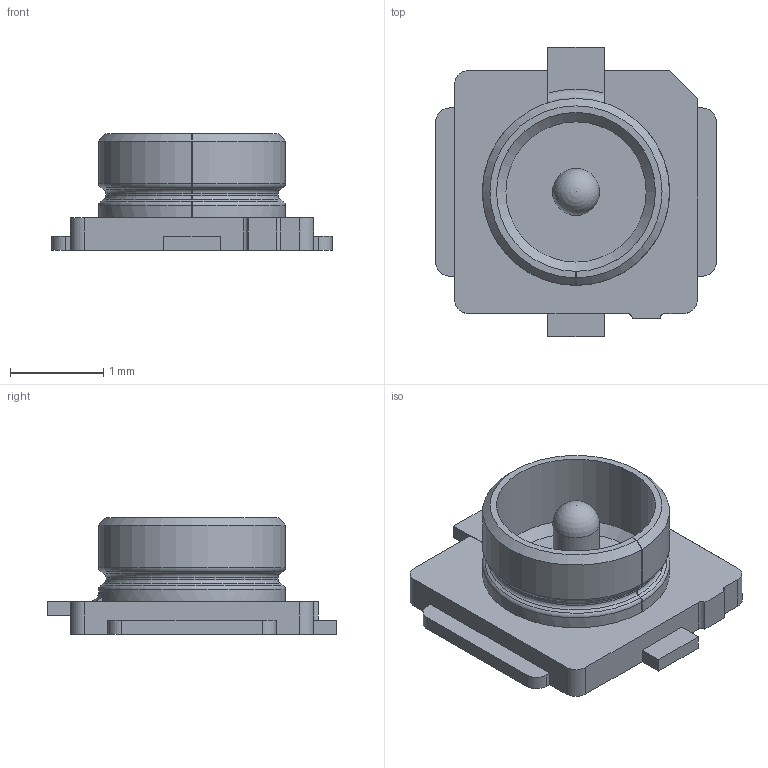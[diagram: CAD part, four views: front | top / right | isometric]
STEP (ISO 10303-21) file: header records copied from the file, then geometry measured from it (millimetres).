
FILE_DESCRIPTION(/* description */ ('Unknown'),/* implementation_level */ '2;1');
FILE_NAME(/* name */ '636101112001',/* time_stamp */ '2020-07-20T12:13:05+02:00',/* author */ ('Unknown'),/* organization */ ('Unknown'),/* preprocessor_version */ 'ST-DEVELOPER v16.7',/* originating_system */ 'DEX',/* authorisation */ $);
FILE_SCHEMA (('AUTOMOTIVE_DESIGN {1 0 10303 214 3 1 1}'));
Length unit declared in the file: millimetre
Products named in the file (4): 636101112001; 636101112001_Contact; 636101112001_Ground; 636101112001_Housing
Assembly tree (3 placements, depth 2):
  636101112001
    636101112001_Contact
    636101112001_Ground
    636101112001_Housing
Bounding box: 3 x 3.1 x 1.25 mm (x, y, z)
Volume: 3.3 mm3; surface area: 43.1 mm2
Topology: 3 solids, 3 shells, 160 faces, 470 edges, 304 vertices
Faces by surface type: plane 92, cylinder 40, torus 14, bspline 8, cone 4, sphere 2
Full cylindrical faces by diameter (mm): 0.2 x1, 0.5 x2
Entity records: 5376 total; most frequent: CARTESIAN_POINT 1123, ORIENTED_EDGE 894, DIRECTION 850, EDGE_CURVE 447, VERTEX_POINT 298, AXIS2_PLACEMENT_3D 289, LINE 272, VECTOR 272
